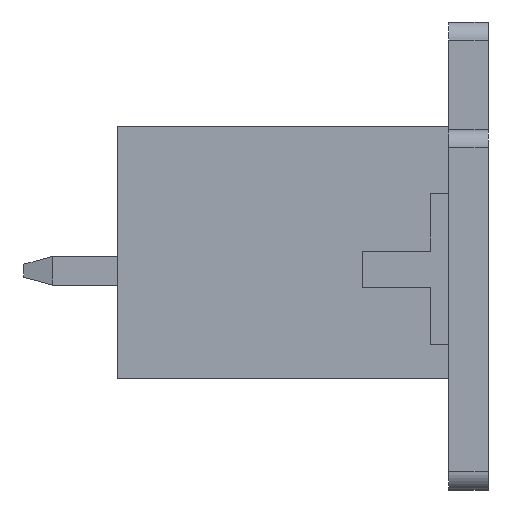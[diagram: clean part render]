
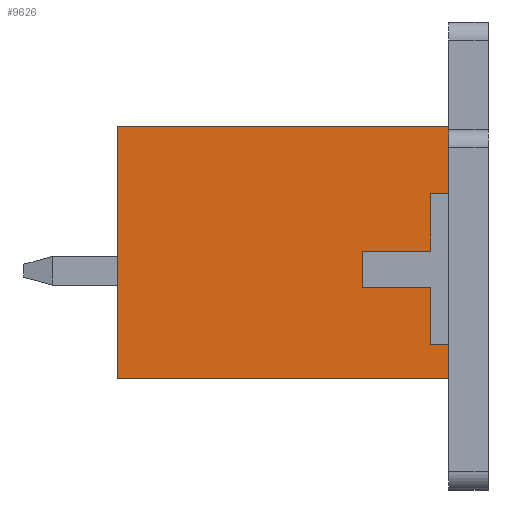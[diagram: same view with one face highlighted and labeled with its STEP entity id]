
A CAD part, left-side view. The second image highlights one B-rep face of the part: STEP entity #9626.
In plain terms, the highlighted planar face has unit normal (-1, 0, 0).
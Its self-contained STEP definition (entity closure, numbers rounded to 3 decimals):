
#262=ORIENTED_EDGE('',*,*,#3093,.F.);
#263=ORIENTED_EDGE('',*,*,#3094,.F.);
#264=ORIENTED_EDGE('',*,*,#3095,.F.);
#265=ORIENTED_EDGE('',*,*,#3096,.F.);
#266=ORIENTED_EDGE('',*,*,#3097,.F.);
#267=ORIENTED_EDGE('',*,*,#3098,.F.);
#268=ORIENTED_EDGE('',*,*,#3099,.F.);
#269=ORIENTED_EDGE('',*,*,#3100,.T.);
#270=ORIENTED_EDGE('',*,*,#3101,.F.);
#271=ORIENTED_EDGE('',*,*,#3102,.F.);
#272=ORIENTED_EDGE('',*,*,#3103,.T.);
#273=ORIENTED_EDGE('',*,*,#3104,.T.);
#3093=EDGE_CURVE('',#4508,#4509,#5455,.T.);
#3094=EDGE_CURVE('',#4510,#4508,#5456,.T.);
#3095=EDGE_CURVE('',#4511,#4510,#5457,.T.);
#3096=EDGE_CURVE('',#4512,#4511,#5458,.T.);
#3097=EDGE_CURVE('',#4513,#4512,#5459,.T.);
#3098=EDGE_CURVE('',#4514,#4513,#5460,.T.);
#3099=EDGE_CURVE('',#4515,#4514,#5461,.T.);
#3100=EDGE_CURVE('',#4515,#4516,#5462,.T.);
#3101=EDGE_CURVE('',#4517,#4516,#5463,.T.);
#3102=EDGE_CURVE('',#4518,#4517,#5464,.T.);
#3103=EDGE_CURVE('',#4518,#4519,#5465,.T.);
#3104=EDGE_CURVE('',#4519,#4509,#5466,.T.);
#4508=VERTEX_POINT('',#13392);
#4509=VERTEX_POINT('',#13393);
#4510=VERTEX_POINT('',#13395);
#4511=VERTEX_POINT('',#13397);
#4512=VERTEX_POINT('',#13399);
#4513=VERTEX_POINT('',#13401);
#4514=VERTEX_POINT('',#13403);
#4515=VERTEX_POINT('',#13405);
#4516=VERTEX_POINT('',#13407);
#4517=VERTEX_POINT('',#13409);
#4518=VERTEX_POINT('',#13411);
#4519=VERTEX_POINT('',#13413);
#5455=LINE('',#13391,#6761);
#5456=LINE('',#13394,#6762);
#5457=LINE('',#13396,#6763);
#5458=LINE('',#13398,#6764);
#5459=LINE('',#13400,#6765);
#5460=LINE('',#13402,#6766);
#5461=LINE('',#13404,#6767);
#5462=LINE('',#13406,#6768);
#5463=LINE('',#13408,#6769);
#5464=LINE('',#13410,#6770);
#5465=LINE('',#13412,#6771);
#5466=LINE('',#13414,#6772);
#6761=VECTOR('',#10825,1000.);
#6762=VECTOR('',#10826,1000.);
#6763=VECTOR('',#10827,1000.);
#6764=VECTOR('',#10828,1000.);
#6765=VECTOR('',#10829,1000.);
#6766=VECTOR('',#10830,1000.);
#6767=VECTOR('',#10831,1000.);
#6768=VECTOR('',#10832,1000.);
#6769=VECTOR('',#10833,1000.);
#6770=VECTOR('',#10834,1000.);
#6771=VECTOR('',#10835,1000.);
#6772=VECTOR('',#10836,1000.);
#8052=EDGE_LOOP('',(#262,#263,#264,#265,#266,#267,#268,#269,#270,#271,#272,
#273));
#8612=FACE_BOUND('',#8052,.T.);
#9172=PLANE('',#10164);
#9626=ADVANCED_FACE('',(#8612),#9172,.F.);
#10164=AXIS2_PLACEMENT_3D('',#13390,#10823,#10824);
#10823=DIRECTION('',(1.,0.,0.));
#10824=DIRECTION('',(0.,0.,-1.));
#10825=DIRECTION('',(0.,-1.,0.));
#10826=DIRECTION('',(0.,0.,-1.));
#10827=DIRECTION('',(0.,-1.,0.));
#10828=DIRECTION('',(0.,0.,-1.));
#10829=DIRECTION('',(0.,1.,0.));
#10830=DIRECTION('',(0.,0.,-1.));
#10831=DIRECTION('',(0.,1.,0.));
#10832=DIRECTION('',(0.,0.,1.));
#10833=DIRECTION('',(0.,-1.,0.));
#10834=DIRECTION('',(0.,0.,1.));
#10835=DIRECTION('',(0.,-1.,0.));
#10836=DIRECTION('',(0.,0.,1.));
#13390=CARTESIAN_POINT('',(-15.635,9.2,-3.5));
#13391=CARTESIAN_POINT('',(-15.635,0.5,-2.55));
#13392=CARTESIAN_POINT('',(-15.635,0.5,-2.55));
#13393=CARTESIAN_POINT('',(-15.635,0.,-2.55));
#13394=CARTESIAN_POINT('',(-15.635,0.5,-0.95));
#13395=CARTESIAN_POINT('',(-15.635,0.5,-0.95));
#13396=CARTESIAN_POINT('',(-15.635,2.4,-0.95));
#13397=CARTESIAN_POINT('',(-15.635,2.4,-0.95));
#13398=CARTESIAN_POINT('',(-15.635,2.4,0.05));
#13399=CARTESIAN_POINT('',(-15.635,2.4,0.05));
#13400=CARTESIAN_POINT('',(-15.635,0.5,0.05));
#13401=CARTESIAN_POINT('',(-15.635,0.5,0.05));
#13402=CARTESIAN_POINT('',(-15.635,0.5,1.65));
#13403=CARTESIAN_POINT('',(-15.635,0.5,1.65));
#13404=CARTESIAN_POINT('',(-15.635,0.,1.65));
#13405=CARTESIAN_POINT('',(-15.635,0.,1.65));
#13406=CARTESIAN_POINT('',(-15.635,0.,-3.5));
#13407=CARTESIAN_POINT('',(-15.635,0.,3.5));
#13408=CARTESIAN_POINT('',(-15.635,9.2,3.5));
#13409=CARTESIAN_POINT('',(-15.635,9.2,3.5));
#13410=CARTESIAN_POINT('',(-15.635,9.2,-3.5));
#13411=CARTESIAN_POINT('',(-15.635,9.2,-3.5));
#13412=CARTESIAN_POINT('',(-15.635,9.2,-3.5));
#13413=CARTESIAN_POINT('',(-15.635,0.,-3.5));
#13414=CARTESIAN_POINT('',(-15.635,0.,-3.5));
